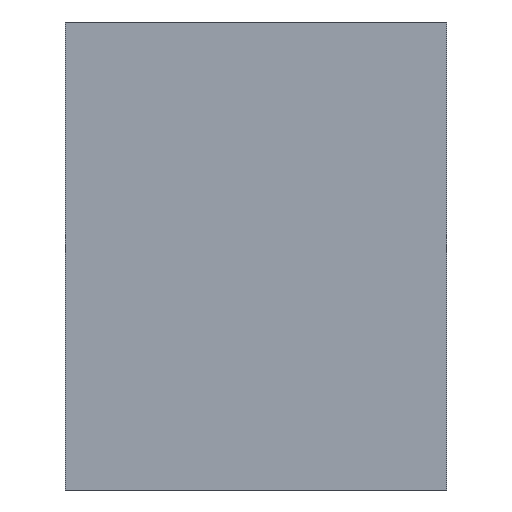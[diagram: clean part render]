
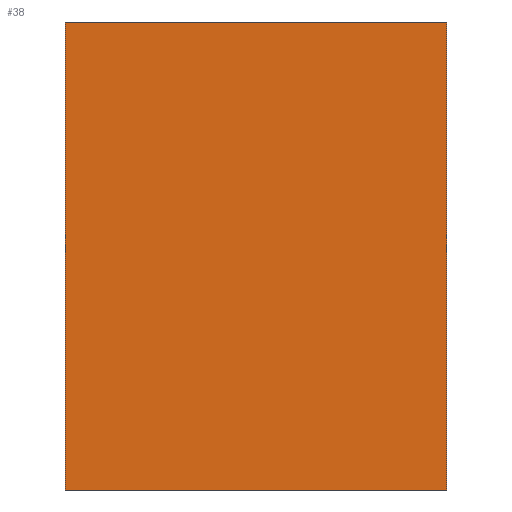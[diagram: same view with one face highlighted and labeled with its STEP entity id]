
A CAD part, left-side view. The second image highlights one B-rep face of the part: STEP entity #38.
In plain terms, the highlighted planar face has unit normal (-1, 0, 0).
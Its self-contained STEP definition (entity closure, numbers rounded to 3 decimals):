
#38 = ADVANCED_FACE( '', ( #76 ), #77, .F. );
#76 = FACE_OUTER_BOUND( '', #113, .T. );
#77 = PLANE( '', #114 );
#113 = EDGE_LOOP( '', ( #159, #160, #161, #162 ) );
#114 = AXIS2_PLACEMENT_3D( '', #163, #164, #165 );
#159 = ORIENTED_EDGE( '', *, *, #211, .T. );
#160 = ORIENTED_EDGE( '', *, *, #209, .F. );
#161 = ORIENTED_EDGE( '', *, *, #200, .F. );
#162 = ORIENTED_EDGE( '', *, *, #212, .T. );
#163 = CARTESIAN_POINT( '', ( -248., 31., 76. ) );
#164 = DIRECTION( '', ( 1., 0., 0. ) );
#165 = DIRECTION( '', ( 0., 0., -1. ) );
#200 = EDGE_CURVE( '', #226, #228, #229, .T. );
#209 = EDGE_CURVE( '', #228, #240, #242, .T. );
#211 = EDGE_CURVE( '', #244, #240, #245, .T. );
#212 = EDGE_CURVE( '', #226, #244, #246, .T. );
#226 = VERTEX_POINT( '', #262 );
#228 = VERTEX_POINT( '', #265 );
#229 = LINE( '', #266, #267 );
#240 = VERTEX_POINT( '', #283 );
#242 = LINE( '', #286, #287 );
#244 = VERTEX_POINT( '', #289 );
#245 = LINE( '', #290, #291 );
#246 = LINE( '', #292, #293 );
#262 = CARTESIAN_POINT( '', ( -248., 31., 76. ) );
#265 = CARTESIAN_POINT( '', ( -248., -31., 76. ) );
#266 = CARTESIAN_POINT( '', ( -248., 31., 76. ) );
#267 = VECTOR( '', #311, 1000. );
#283 = CARTESIAN_POINT( '', ( -248., -31., 0. ) );
#286 = CARTESIAN_POINT( '', ( -248., -31., 76. ) );
#287 = VECTOR( '', #318, 1000. );
#289 = CARTESIAN_POINT( '', ( -248., 31., 0. ) );
#290 = CARTESIAN_POINT( '', ( -248., 31., 0. ) );
#291 = VECTOR( '', #319, 1000. );
#292 = CARTESIAN_POINT( '', ( -248., 31., 76. ) );
#293 = VECTOR( '', #320, 1000. );
#311 = DIRECTION( '', ( 0., -1., 0. ) );
#318 = DIRECTION( '', ( 0., 0., -1. ) );
#319 = DIRECTION( '', ( 0., -1., 0. ) );
#320 = DIRECTION( '', ( 0., 0., -1. ) );
